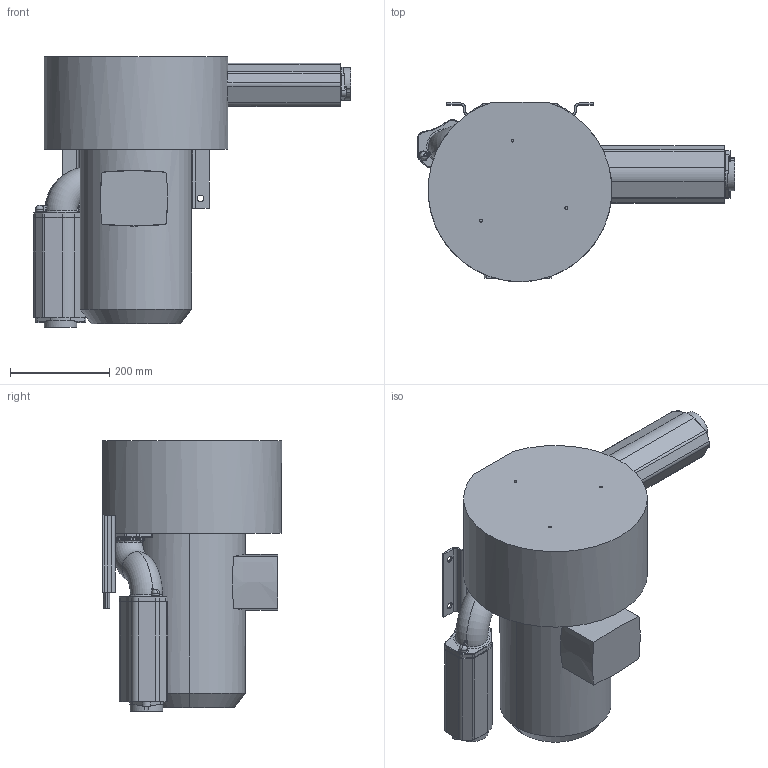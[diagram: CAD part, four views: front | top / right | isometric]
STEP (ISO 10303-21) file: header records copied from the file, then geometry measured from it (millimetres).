
FILE_DESCRIPTION((''),'2;1');
FILE_NAME('2RB520-7HH57','2024-12-05T',('xuan'),(''),'PRO/ENGINEER BY PARAMETRIC TECHNOLOGY CORPORATION, 2007090','PRO/ENGINEER BY PARAMETRIC TECHNOLOGY CORPORATION, 2007090','');
FILE_SCHEMA(('AUTOMOTIVE_DESIGN_CC2 { 1 2 10303 214 -1 1 5 2 }'));
Length unit declared in the file: millimetre
Products named in the file (1): 2RB520-7HH57
Bounding box: 638.2 x 361.08 x 543.67 mm (x, y, z)
Volume: 38882030.5 mm3; surface area: 1019543.3 mm2
Topology: 2 solids, 4 shells, 386 faces, 1045 edges, 681 vertices
Faces by surface type: cylinder 156, plane 133, bspline 44, torus 37, cone 7, sphere 5, extrusion 4
Entity records: 15384 total; most frequent: CARTESIAN_POINT 5675, ORIENTED_EDGE 2078, DIRECTION 2032, EDGE_CURVE 1039, AXIS2_PLACEMENT_3D 798, VERTEX_POINT 681, CIRCLE 460, VECTOR 436
